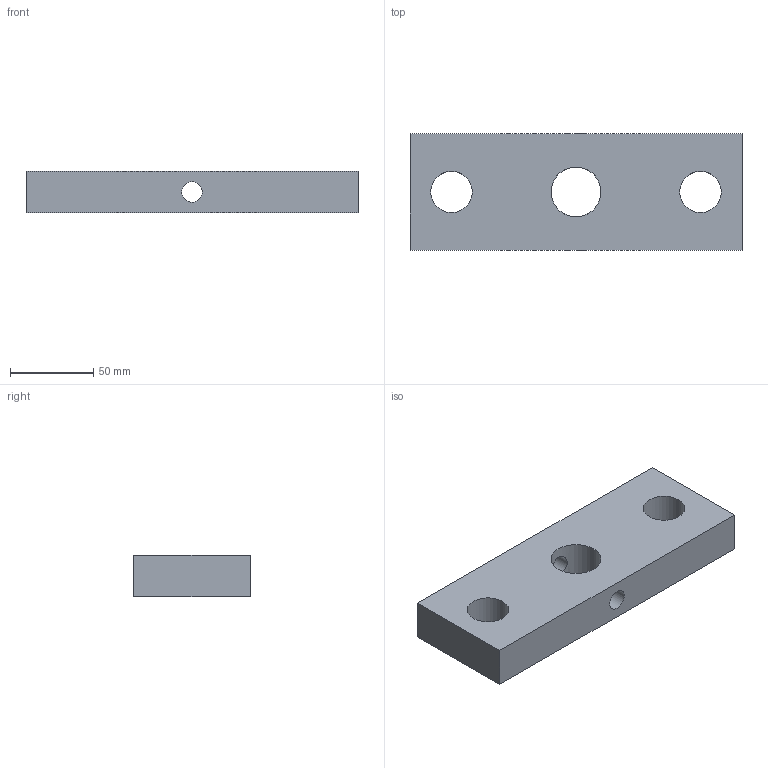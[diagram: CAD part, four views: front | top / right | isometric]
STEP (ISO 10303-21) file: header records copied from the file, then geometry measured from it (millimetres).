
FILE_DESCRIPTION(/* description */ (''),/* implementation_level */ '2;1');
FILE_NAME(/* name */ 'poid.step',/* time_stamp */ '2021-03-30T22:46:32+02:00',/* author */ (''),/* organization */ (''),/* preprocessor_version */ 'ST-DEVELOPER v18.1',/* originating_system */ 'Autodesk Translation Framework v9.10.0.1330',/* authorisation */ '');
FILE_SCHEMA (('AUTOMOTIVE_DESIGN { 1 0 10303 214 3 1 1 }'));
Length unit declared in the file: millimetre
Products named in the file (1): Sans nom
Bounding box: 200 x 70 x 25 mm (x, y, z)
Volume: 302794 mm3; surface area: 45533.2 mm2
Topology: 1 solids, 1 shells, 11 faces, 29 edges, 20 vertices
Faces by surface type: plane 6, cylinder 5
Full cylindrical faces by diameter (mm): 12.5 x2, 25 x2, 30 x1
Entity records: 460 total; most frequent: CARTESIAN_POINT 129, ORIENTED_EDGE 58, DIRECTION 57, EDGE_CURVE 29, EDGE_LOOP 21, VERTEX_POINT 20, AXIS2_PLACEMENT_3D 20, LINE 17
